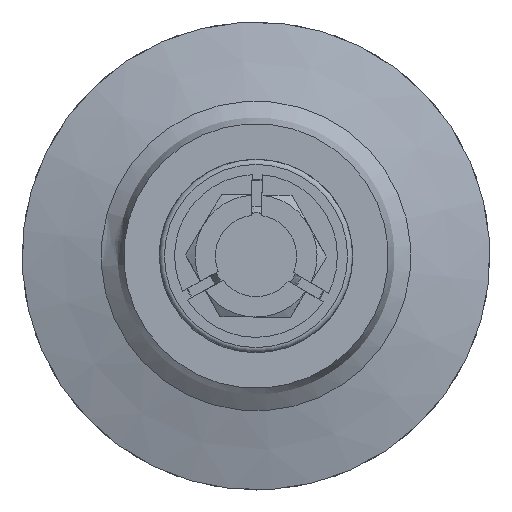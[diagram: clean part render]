
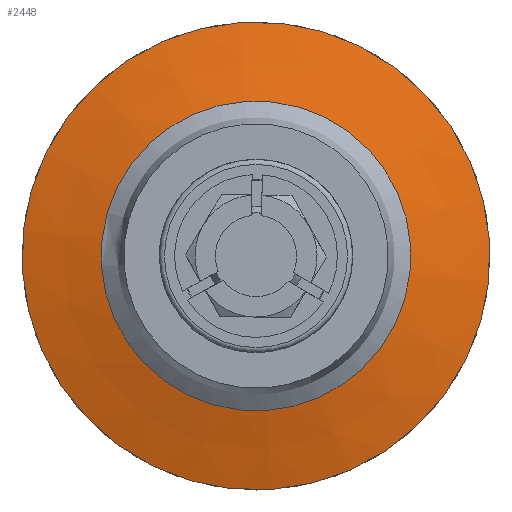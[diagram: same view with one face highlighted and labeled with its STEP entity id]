
A CAD part, left-side view. The second image highlights one B-rep face of the part: STEP entity #2448.
In plain terms, the highlighted conical face has half-angle 75 degrees and reference radius 18 mm.
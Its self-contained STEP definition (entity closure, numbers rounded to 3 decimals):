
#2397=CARTESIAN_POINT('',(-40.184,15.135,1.644));
#2398=VERTEX_POINT('',#2397);
#2399=CARTESIAN_POINT('',(-40.184,0.,0.));
#2400=DIRECTION('',(-1.0,0.,0.));
#2401=DIRECTION('',(0.,-0.994,-0.108));
#2402=AXIS2_PLACEMENT_3D('',#2399,#2400,#2401);
#2403=CIRCLE('',#2402,15.224);
#2404=EDGE_CURVE('',#2398,#2398,#2403,.T.);
#2429=CARTESIAN_POINT('',(-39.44,0.,0.));
#2430=DIRECTION('',(1.0,0.,0.));
#2431=DIRECTION('',(0.,0.994,0.108));
#2432=AXIS2_PLACEMENT_3D('',#2429,#2430,#2431);
#2433=CONICAL_SURFACE('',#2432,18.0,75.);
#2434=CARTESIAN_POINT('',(-38.1,22.866,2.483));
#2435=VERTEX_POINT('',#2434);
#2436=CARTESIAN_POINT('',(-38.1,0.,0.));
#2437=DIRECTION('',(1.0,0.,0.));
#2438=DIRECTION('',(0.,0.994,0.108));
#2439=AXIS2_PLACEMENT_3D('',#2436,#2437,#2438);
#2440=CIRCLE('',#2439,23.0);
#2441=EDGE_CURVE('',#2435,#2435,#2440,.T.);
#2442=ORIENTED_EDGE('',*,*,#2441,.F.);
#2443=EDGE_LOOP('',(#2442));
#2444=FACE_OUTER_BOUND('',#2443,.T.);
#2445=ORIENTED_EDGE('',*,*,#2404,.F.);
#2446=EDGE_LOOP('',(#2445));
#2447=FACE_BOUND('',#2446,.T.);
#2448=ADVANCED_FACE('',(#2444,#2447),#2433,.T.);
